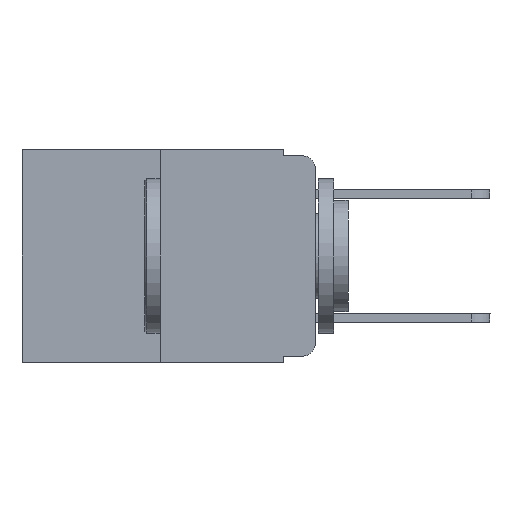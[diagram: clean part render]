
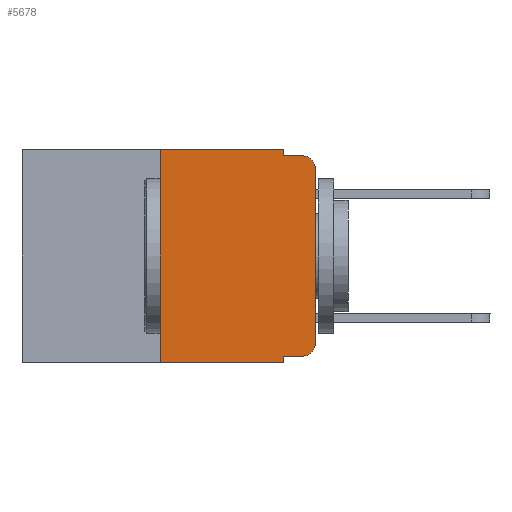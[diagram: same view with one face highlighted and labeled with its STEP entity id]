
A CAD part, left-side view. The second image highlights one B-rep face of the part: STEP entity #5678.
In plain terms, the highlighted planar face has unit normal (-1, 0, 0).
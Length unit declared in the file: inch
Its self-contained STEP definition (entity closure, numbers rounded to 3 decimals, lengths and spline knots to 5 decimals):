
#26 = EDGE_CURVE ( 'NONE', #5124, #4898, #8517, .T. ) ;
#35 = CARTESIAN_POINT ( 'NONE',  ( 0., 0.051, 0. ) ) ;
#56 = LINE ( 'NONE', #5020, #4292 ) ;
#145 = ORIENTED_EDGE ( 'NONE', *, *, #8218, .T. ) ;
#182 = CARTESIAN_POINT ( 'NONE',  ( 0., 0.25, 0. ) ) ;
#198 = VERTEX_POINT ( 'NONE', #9868 ) ;
#270 = VERTEX_POINT ( 'NONE', #5338 ) ;
#447 = CARTESIAN_POINT ( 'NONE',  ( 0., 0.02, -0.313 ) ) ;
#623 = CARTESIAN_POINT ( 'NONE',  ( 0., 0.051, -0.01 ) ) ;
#650 = CARTESIAN_POINT ( 'NONE',  ( 0., 0.051, -0.333 ) ) ;
#1214 = VERTEX_POINT ( 'NONE', #3006 ) ;
#1330 = ORIENTED_EDGE ( 'NONE', *, *, #6783, .T. ) ;
#1342 = VERTEX_POINT ( 'NONE', #623 ) ;
#1549 = EDGE_CURVE ( 'NONE', #7467, #2352, #11261, .T. ) ;
#1815 = VERTEX_POINT ( 'NONE', #10447 ) ;
#2132 = DIRECTION ( 'NONE',  ( -1., 0., 0. ) ) ;
#2301 = ORIENTED_EDGE ( 'NONE', *, *, #8192, .F. ) ;
#2352 = VERTEX_POINT ( 'NONE', #8579 ) ;
#2472 = ORIENTED_EDGE ( 'NONE', *, *, #26, .T. ) ;
#2506 = ORIENTED_EDGE ( 'NONE', *, *, #4162, .T. ) ;
#2595 = ORIENTED_EDGE ( 'NONE', *, *, #2759, .T. ) ;
#2695 = DIRECTION ( 'NONE',  ( 0., -1., 0. ) ) ;
#2759 = EDGE_CURVE ( 'NONE', #1815, #1214, #8528, .T. ) ;
#2942 = DIRECTION ( 'NONE',  ( 0., 0., -1. ) ) ;
#2985 = CARTESIAN_POINT ( 'NONE',  ( 0., 0.473, 0. ) ) ;
#3006 = CARTESIAN_POINT ( 'NONE',  ( 0., 0.02, -0.333 ) ) ;
#3119 = VECTOR ( 'NONE', #5625, 39.37008 ) ;
#3134 = CARTESIAN_POINT ( 'NONE',  ( 0., 0.473, -0.343 ) ) ;
#3201 = EDGE_CURVE ( 'NONE', #1342, #10801, #5390, .T. ) ;
#3620 = VECTOR ( 'NONE', #8684, 39.37008 ) ;
#3796 = VECTOR ( 'NONE', #9088, 39.37008 ) ;
#3806 = DIRECTION ( 'NONE',  ( 0., 0., 1. ) ) ;
#3881 = ORIENTED_EDGE ( 'NONE', *, *, #3201, .F. ) ;
#4162 = EDGE_CURVE ( 'NONE', #270, #10801, #7720, .T. ) ;
#4248 = DIRECTION ( 'NONE',  ( -1., 0., 0. ) ) ;
#4292 = VECTOR ( 'NONE', #10423, 39.37008 ) ;
#4338 = FACE_OUTER_BOUND ( 'NONE', #11468, .T. ) ;
#4375 = EDGE_CURVE ( 'NONE', #1815, #4898, #8005, .T. ) ;
#4379 = DIRECTION ( 'NONE',  ( 0., -1., 0. ) ) ;
#4669 = CARTESIAN_POINT ( 'NONE',  ( 0., 0.25, 0. ) ) ;
#4690 = VECTOR ( 'NONE', #8653, 39.37008 ) ;
#4898 = VERTEX_POINT ( 'NONE', #10587 ) ;
#5020 = CARTESIAN_POINT ( 'NONE',  ( 0., 0.051, 0. ) ) ;
#5124 = VERTEX_POINT ( 'NONE', #5659 ) ;
#5338 = CARTESIAN_POINT ( 'NONE',  ( 0., 0., -0.03 ) ) ;
#5390 = LINE ( 'NONE', #10394, #4690 ) ;
#5421 = VECTOR ( 'NONE', #2695, 39.37008 ) ;
#5625 = DIRECTION ( 'NONE',  ( 0., 0., 1. ) ) ;
#5659 = CARTESIAN_POINT ( 'NONE',  ( 0., 0.25, -0.343 ) ) ;
#5678 = ADVANCED_FACE ( 'NONE', ( #4338 ), #8321, .F. ) ;
#6634 = ORIENTED_EDGE ( 'NONE', *, *, #4375, .F. ) ;
#6783 = EDGE_CURVE ( 'NONE', #1214, #198, #7652, .T. ) ;
#7467 = VERTEX_POINT ( 'NONE', #4669 ) ;
#7553 = VECTOR ( 'NONE', #4379, 39.37008 ) ;
#7652 = CIRCLE ( 'NONE', #9466, 0.02 ) ;
#7720 = CIRCLE ( 'NONE', #11471, 0.02 ) ;
#7759 = LINE ( 'NONE', #182, #3119 ) ;
#7767 = AXIS2_PLACEMENT_3D ( 'NONE', #2985, #8358, #2942 ) ;
#8005 = LINE ( 'NONE', #35, #3796 ) ;
#8040 = CARTESIAN_POINT ( 'NONE',  ( 0., 0.473, 0. ) ) ;
#8192 = EDGE_CURVE ( 'NONE', #5124, #7467, #7759, .T. ) ;
#8218 = EDGE_CURVE ( 'NONE', #198, #270, #9830, .T. ) ;
#8321 = PLANE ( 'NONE',  #7767 ) ;
#8358 = DIRECTION ( 'NONE',  ( 1., 0., 0. ) ) ;
#8517 = LINE ( 'NONE', #3134, #3620 ) ;
#8528 = LINE ( 'NONE', #650, #7553 ) ;
#8579 = CARTESIAN_POINT ( 'NONE',  ( 0., 0.051, 0. ) ) ;
#8653 = DIRECTION ( 'NONE',  ( 0., -1., 0. ) ) ;
#8684 = DIRECTION ( 'NONE',  ( 0., -1., 0. ) ) ;
#8691 = ORIENTED_EDGE ( 'NONE', *, *, #10539, .F. ) ;
#9012 = VECTOR ( 'NONE', #3806, 39.37008 ) ;
#9088 = DIRECTION ( 'NONE',  ( 0., 0., -1. ) ) ;
#9382 = DIRECTION ( 'NONE',  ( 0., 0., -1. ) ) ;
#9466 = AXIS2_PLACEMENT_3D ( 'NONE', #447, #2132, #9382 ) ;
#9496 = DIRECTION ( 'NONE',  ( 0., 0., -1. ) ) ;
#9574 = CARTESIAN_POINT ( 'NONE',  ( 0., 0.02, -0.03 ) ) ;
#9830 = LINE ( 'NONE', #9958, #9012 ) ;
#9868 = CARTESIAN_POINT ( 'NONE',  ( 0., 0., -0.313 ) ) ;
#9958 = CARTESIAN_POINT ( 'NONE',  ( 0., 0., 0. ) ) ;
#10394 = CARTESIAN_POINT ( 'NONE',  ( 0., 0.051, -0.01 ) ) ;
#10423 = DIRECTION ( 'NONE',  ( 0., 0., -1. ) ) ;
#10447 = CARTESIAN_POINT ( 'NONE',  ( 0., 0.051, -0.333 ) ) ;
#10521 = ORIENTED_EDGE ( 'NONE', *, *, #1549, .F. ) ;
#10539 = EDGE_CURVE ( 'NONE', #2352, #1342, #56, .T. ) ;
#10587 = CARTESIAN_POINT ( 'NONE',  ( 0., 0.051, -0.343 ) ) ;
#10736 = CARTESIAN_POINT ( 'NONE',  ( 0., 0.02, -0.01 ) ) ;
#10801 = VERTEX_POINT ( 'NONE', #10736 ) ;
#11261 = LINE ( 'NONE', #8040, #5421 ) ;
#11468 = EDGE_LOOP ( 'NONE', ( #145, #2506, #3881, #8691, #10521, #2301, #2472, #6634, #2595, #1330 ) ) ;
#11471 = AXIS2_PLACEMENT_3D ( 'NONE', #9574, #4248, #9496 ) ;
